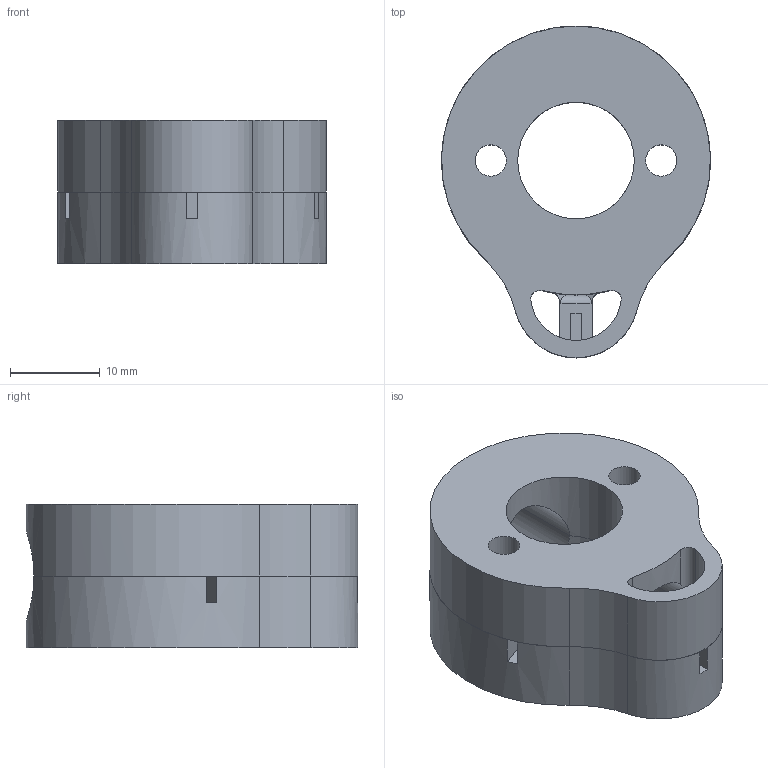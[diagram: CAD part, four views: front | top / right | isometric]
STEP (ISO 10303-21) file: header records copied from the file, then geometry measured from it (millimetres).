
FILE_DESCRIPTION(/* description */ (''),/* implementation_level */ '2;1');
FILE_NAME(/* name */ 'DevFrame Motor Mount Protect .step',/* time_stamp */ '2018-05-12T13:37:31-05:00',/* author */ ('cglusky'),/* organization */ (''),/* preprocessor_version */ 'ST-DEVELOPER v17',/* originating_system */ 'Autodesk Translation Framework v7.1.0.215',/* authorisation */ '');
FILE_SCHEMA (('AUTOMOTIVE_DESIGN { 1 0 10303 214 3 1 1 }'));
Length unit declared in the file: millimetre
Products named in the file (1): DevFram 19mm Motor Mount Protect
Bounding box: 29.98 x 37 x 16 mm (x, y, z)
Volume: 8329.1 mm3; surface area: 5581.5 mm2
Topology: 2 solids, 2 shells, 52 faces, 159 edges, 106 vertices
Faces by surface type: cylinder 33, plane 18, torus 1
Full cylindrical faces by diameter (mm): 3.5 x4, 13 x2
Entity records: 2082 total; most frequent: CARTESIAN_POINT 566, ORIENTED_EDGE 318, DIRECTION 308, EDGE_CURVE 159, AXIS2_PLACEMENT_3D 116, VERTEX_POINT 106, LINE 76, VECTOR 76
